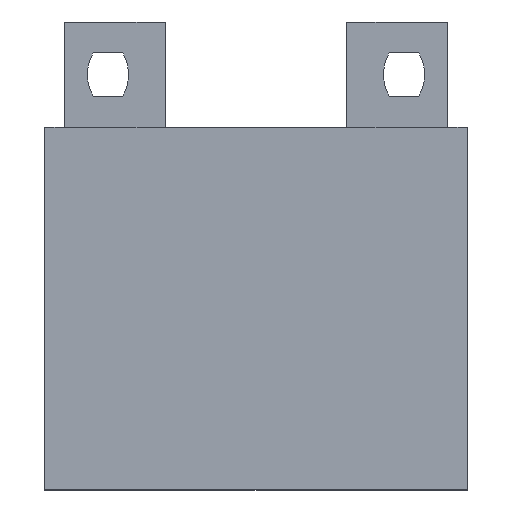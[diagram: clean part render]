
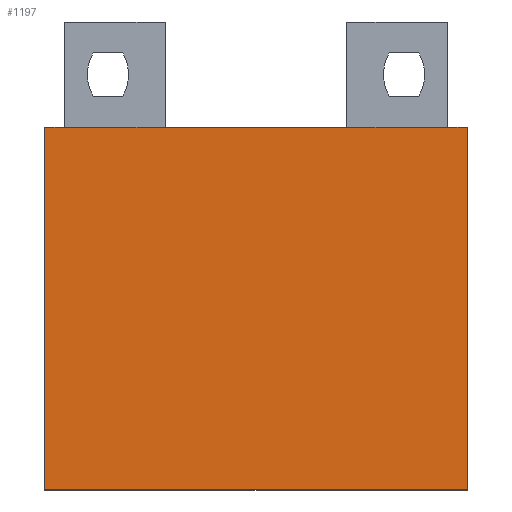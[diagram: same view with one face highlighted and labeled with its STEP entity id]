
A CAD part, top view. The second image highlights one B-rep face of the part: STEP entity #1197.
In plain terms, the highlighted planar face has unit normal (0, 0, 1).
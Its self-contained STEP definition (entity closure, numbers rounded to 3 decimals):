
#77 = CARTESIAN_POINT ( 'NONE',  ( 2.75, 50.3, 35.5 ) ) ;
#120 = LINE ( 'NONE', #691, #1290 ) ;
#134 = CARTESIAN_POINT ( 'NONE',  ( 0., 50.3, 35.5 ) ) ;
#162 = LINE ( 'NONE', #2690, #1114 ) ;
#211 = CARTESIAN_POINT ( 'NONE',  ( 0., 50.3, 35.5 ) ) ;
#219 = VERTEX_POINT ( 'NONE', #1497 ) ;
#242 = CARTESIAN_POINT ( 'NONE',  ( 0., 0., 35.5 ) ) ;
#365 = DIRECTION ( 'NONE',  ( -1., 0., 0. ) ) ;
#486 = VECTOR ( 'NONE', #1915, 1000. ) ;
#545 = LINE ( 'NONE', #3221, #1962 ) ;
#691 = CARTESIAN_POINT ( 'NONE',  ( 0., 50.3, 35.5 ) ) ;
#732 = ORIENTED_EDGE ( 'NONE', *, *, #1139, .T. ) ;
#734 = DIRECTION ( 'NONE',  ( -1., 0., 0. ) ) ;
#771 = EDGE_CURVE ( 'NONE', #1302, #219, #545, .T. ) ;
#844 = LINE ( 'NONE', #211, #486 ) ;
#1045 = ORIENTED_EDGE ( 'NONE', *, *, #2095, .T. ) ;
#1072 = VERTEX_POINT ( 'NONE', #2181 ) ;
#1087 = VERTEX_POINT ( 'NONE', #2202 ) ;
#1114 = VECTOR ( 'NONE', #734, 1000. ) ;
#1139 = EDGE_CURVE ( 'NONE', #1651, #3309, #844, .T. ) ;
#1197 = ADVANCED_FACE ( 'NONE', ( #1588 ), #2492, .F. ) ;
#1252 = DIRECTION ( 'NONE',  ( -1., 0., 0. ) ) ;
#1259 = ORIENTED_EDGE ( 'NONE', *, *, #3612, .T. ) ;
#1290 = VECTOR ( 'NONE', #1252, 1000. ) ;
#1302 = VERTEX_POINT ( 'NONE', #1407 ) ;
#1407 = CARTESIAN_POINT ( 'NONE',  ( 41.95, 50.3, 35.5 ) ) ;
#1436 = ORIENTED_EDGE ( 'NONE', *, *, #771, .T. ) ;
#1497 = CARTESIAN_POINT ( 'NONE',  ( 16.75, 50.3, 35.5 ) ) ;
#1588 = FACE_OUTER_BOUND ( 'NONE', #1907, .T. ) ;
#1614 = EDGE_CURVE ( 'NONE', #1087, #3272, #120, .T. ) ;
#1632 = CARTESIAN_POINT ( 'NONE',  ( 0., 0., 35.5 ) ) ;
#1651 = VERTEX_POINT ( 'NONE', #77 ) ;
#1720 = VECTOR ( 'NONE', #2446, 1000. ) ;
#1730 = EDGE_CURVE ( 'NONE', #3272, #1302, #162, .T. ) ;
#1750 = LINE ( 'NONE', #2822, #1836 ) ;
#1764 = CARTESIAN_POINT ( 'NONE',  ( 0., 50.3, 35.5 ) ) ;
#1809 = DIRECTION ( 'NONE',  ( 0., 1., 0. ) ) ;
#1836 = VECTOR ( 'NONE', #1963, 1000. ) ;
#1907 = EDGE_LOOP ( 'NONE', ( #3483, #1259, #1045, #1931, #2152, #1436, #2189, #732 ) ) ;
#1915 = DIRECTION ( 'NONE',  ( -1., 0., 0. ) ) ;
#1931 = ORIENTED_EDGE ( 'NONE', *, *, #1614, .T. ) ;
#1962 = VECTOR ( 'NONE', #2553, 1000. ) ;
#1963 = DIRECTION ( 'NONE',  ( 1., 0., 0. ) ) ;
#2095 = EDGE_CURVE ( 'NONE', #1072, #1087, #2339, .T. ) ;
#2107 = VERTEX_POINT ( 'NONE', #2471 ) ;
#2130 = EDGE_CURVE ( 'NONE', #3309, #2107, #2998, .T. ) ;
#2152 = ORIENTED_EDGE ( 'NONE', *, *, #1730, .T. ) ;
#2181 = CARTESIAN_POINT ( 'NONE',  ( 58.7, 0., 35.5 ) ) ;
#2189 = ORIENTED_EDGE ( 'NONE', *, *, #3239, .T. ) ;
#2202 = CARTESIAN_POINT ( 'NONE',  ( 58.7, 50.3, 35.5 ) ) ;
#2293 = VECTOR ( 'NONE', #365, 1000. ) ;
#2339 = LINE ( 'NONE', #3260, #3645 ) ;
#2446 = DIRECTION ( 'NONE',  ( 0., -1., 0. ) ) ;
#2471 = CARTESIAN_POINT ( 'NONE',  ( 0., 0., 35.5 ) ) ;
#2492 = PLANE ( 'NONE',  #3388 ) ;
#2553 = DIRECTION ( 'NONE',  ( -1., 0., 0. ) ) ;
#2690 = CARTESIAN_POINT ( 'NONE',  ( 0., 50.3, 35.5 ) ) ;
#2802 = DIRECTION ( 'NONE',  ( -1., 0., 0. ) ) ;
#2822 = CARTESIAN_POINT ( 'NONE',  ( 0., 0., 35.5 ) ) ;
#2998 = LINE ( 'NONE', #1632, #1720 ) ;
#3134 = DIRECTION ( 'NONE',  ( 0., 0., -1. ) ) ;
#3221 = CARTESIAN_POINT ( 'NONE',  ( 0., 50.3, 35.5 ) ) ;
#3239 = EDGE_CURVE ( 'NONE', #219, #1651, #3326, .T. ) ;
#3260 = CARTESIAN_POINT ( 'NONE',  ( 58.7, 0., 35.5 ) ) ;
#3272 = VERTEX_POINT ( 'NONE', #3275 ) ;
#3275 = CARTESIAN_POINT ( 'NONE',  ( 55.95, 50.3, 35.5 ) ) ;
#3309 = VERTEX_POINT ( 'NONE', #134 ) ;
#3326 = LINE ( 'NONE', #1764, #2293 ) ;
#3388 = AXIS2_PLACEMENT_3D ( 'NONE', #242, #3134, #2802 ) ;
#3483 = ORIENTED_EDGE ( 'NONE', *, *, #2130, .T. ) ;
#3612 = EDGE_CURVE ( 'NONE', #2107, #1072, #1750, .T. ) ;
#3645 = VECTOR ( 'NONE', #1809, 1000. ) ;
